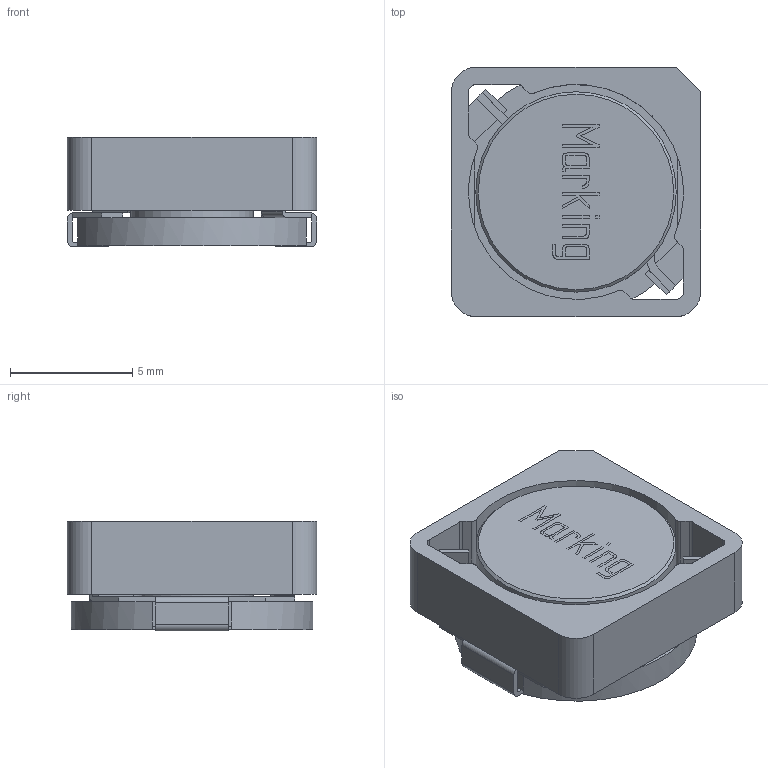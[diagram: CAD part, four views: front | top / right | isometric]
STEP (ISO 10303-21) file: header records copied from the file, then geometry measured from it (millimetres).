
FILE_DESCRIPTION(/* description */ ('Unknown'),/* implementation_level */ '2;1');
FILE_NAME(/* name */ 'L_Wurth_WE-PDF_1045',/* time_stamp */ '2022-03-08T11:40:05+08:00',/* author */ ('Unknown'),/* organization */ ('Unknown'),/* preprocessor_version */ 'ST-DEVELOPER v16.7',/* originating_system */ 'Solid Edge',/* authorisation */ 'Unknown');
FILE_SCHEMA (('AUTOMOTIVE_DESIGN {1 0 10303 214 3 1 1}'));
Length unit declared in the file: millimetre
Products named in the file (2): L_Wurth_WE-PDF_1045
Assembly tree (1 placements, depth 2):
  L_Wurth_WE-PDF_1045
    L_Wurth_WE-PDF_1045
Bounding box: 10.2 x 10.2 x 4.5 mm (x, y, z)
Volume: 308.8 mm3; surface area: 766 mm2
Topology: 2 solids, 4 shells, 215 faces, 576 edges, 373 vertices
Faces by surface type: plane 156, cylinder 38, bspline 20, cone 1
Full cylindrical faces by diameter (mm): 5 x1, 8.2 x1
Entity records: 7220 total; most frequent: CARTESIAN_POINT 1897, ORIENTED_EDGE 1142, DIRECTION 1000, EDGE_CURVE 571, LINE 450, VECTOR 450, VERTEX_POINT 371, AXIS2_PLACEMENT_3D 275
